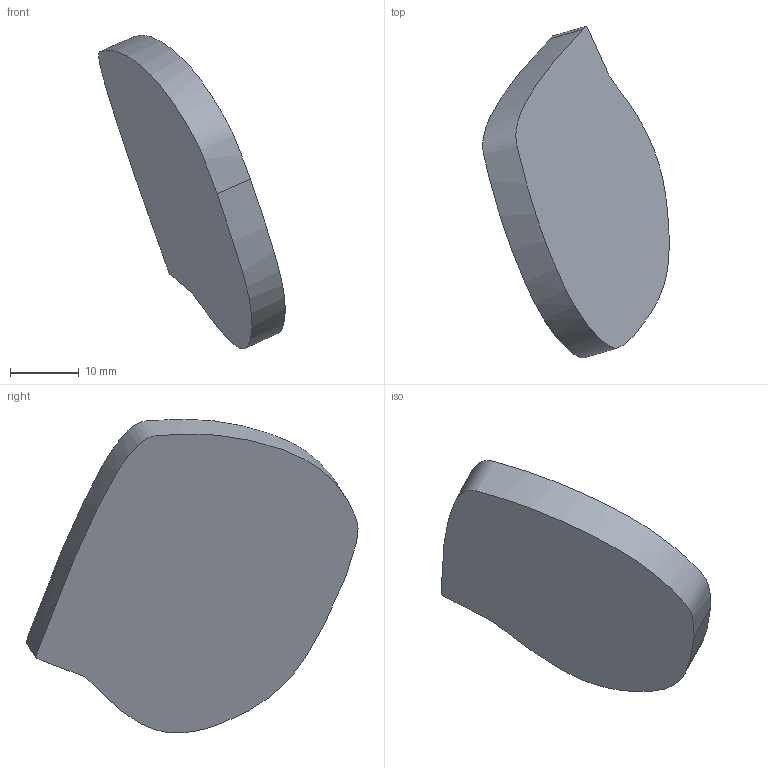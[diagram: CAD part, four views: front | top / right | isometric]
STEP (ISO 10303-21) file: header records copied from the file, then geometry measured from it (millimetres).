
FILE_DESCRIPTION(('STEP AP214'),'1');
FILE_NAME('Endocardial_02_IPG.step','2024-02-05T21:13:24',(' '),('ANSOFT Corporation'),'Spatial InterOp 3D',' ',' ');
FILE_SCHEMA(('AUTOMOTIVE_DESIGN { 1 0 10303 214 1 1 1 1 }'));
Length unit declared in the file: millimetre
Products named in the file (1): IPG
Bounding box: 27.17 x 48.36 x 45.71 mm (x, y, z)
Volume: 8872.6 mm3; surface area: 4058 mm2
Topology: 1 solids, 1 shells, 9 faces, 18 edges, 12 vertices
Faces by surface type: cylinder 4, plane 3, bspline 2
Entity records: 998 total; most frequent: CARTESIAN_POINT 800, ORIENTED_EDGE 36, DIRECTION 30, EDGE_CURVE 18, AXIS2_PLACEMENT_3D 13, VERTEX_POINT 12, EDGE_LOOP 10, ADVANCED_FACE 9
